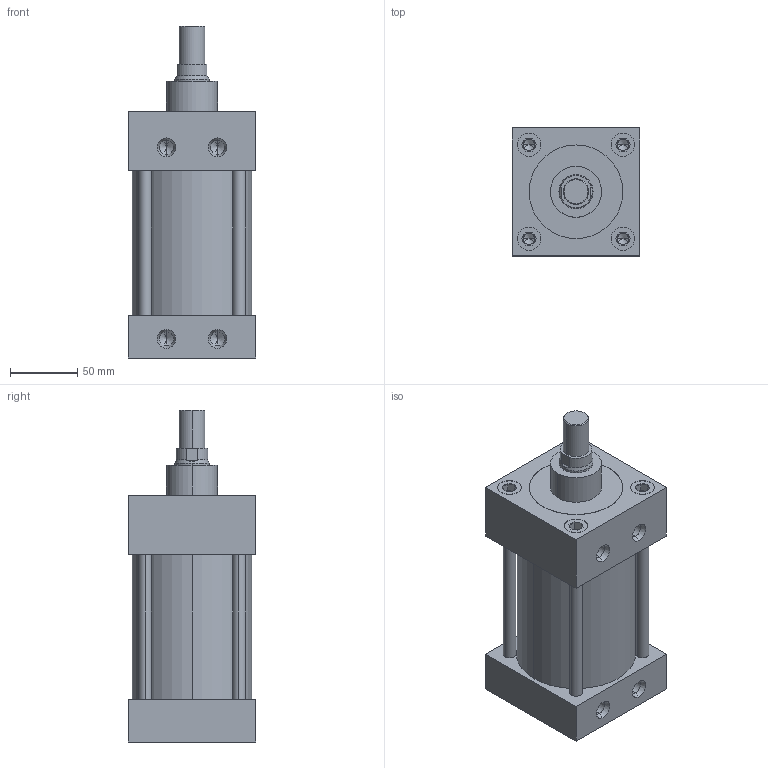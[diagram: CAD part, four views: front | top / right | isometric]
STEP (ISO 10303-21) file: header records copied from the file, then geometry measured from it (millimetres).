
FILE_DESCRIPTION (( 'STEP AP203' ), '1' );
FILE_NAME ('D252030DT-MC.step', '2020-09-03T19:16:24', ( '' ), ( '' ), 'SwSTEP 2.0', 'SolidWorks 2019', '' );
FILE_SCHEMA (( 'CONFIG_CONTROL_DESIGN' ));
Length unit declared in the file: inch
Products named in the file (4): D252030DT-MC_BODY; D252030DT-MC_PISTON_KK1; D252030DT-MC; D252030DT-MC_CUSHION
Assembly tree (4 placements, depth 2):
  D252030DT-MC
    D252030DT-MC_BODY
    D252030DT-MC_PISTON_KK1
    D252030DT-MC_CUSHION  x2
Bounding box: 95.25 x 95.25 x 247.65 mm (x, y, z)
Volume: 1023604.3 mm3; surface area: 188985.8 mm2
Topology: 4 solids, 4 shells, 246 faces, 586 edges, 361 vertices
Faces by surface type: plane 90, cylinder 78, cone 78
Entity records: 7116 total; most frequent: CARTESIAN_POINT 1457, DIRECTION 1142, ORIENTED_EDGE 1024, EDGE_CURVE 512, AXIS2_PLACEMENT_3D 432, VERTEX_POINT 329, VECTOR 278, LINE 278
